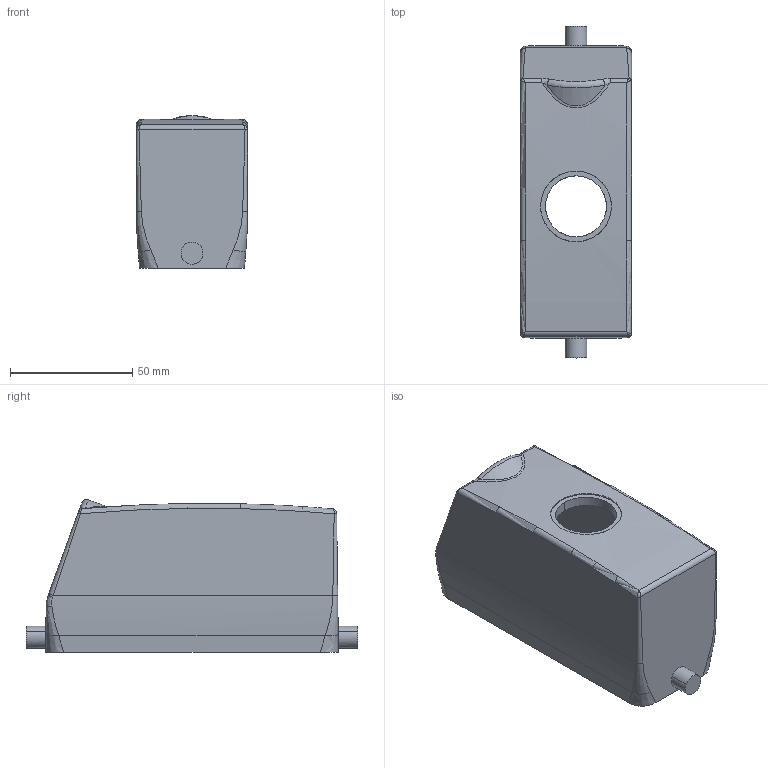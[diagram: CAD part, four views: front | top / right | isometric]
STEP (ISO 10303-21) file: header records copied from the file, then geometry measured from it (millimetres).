
FILE_DESCRIPTION(('CATIA V5 STEP Exchange','CAx-IF Rec.Pracs.--- Model Styling and Organization---1.4--- 2014-01-23'),'2;1');
FILE_NAME ('13419001_2', '2019-07-25T14:28:29+00:00', ('none'), ('Weidmueller'), 'CATIA Version 5-6 Release 2016 SP3 HF44', 'CATIA V5 STEP AP214', 'none');
FILE_SCHEMA(('AUTOMOTIVE_DESIGN { 1 0 10303 214 1 1 1 1 }'));
Length unit declared in the file: millimetre
Products named in the file (1): 1787860000
Bounding box: 45.5 x 136 x 62.52 mm (x, y, z)
Volume: 99980.8 mm3; surface area: 44450.1 mm2
Topology: 1 solids, 1 shells, 97 faces, 237 edges, 146 vertices
Faces by surface type: cylinder 33, plane 32, bspline 27, torus 5
Entity records: 5286 total; most frequent: CARTESIAN_POINT 3332, ORIENTED_EDGE 466, DIRECTION 255, EDGE_CURVE 233, VERTEX_POINT 146, AXIS2_PLACEMENT_3D 111, EDGE_LOOP 107, ADVANCED_FACE 97
